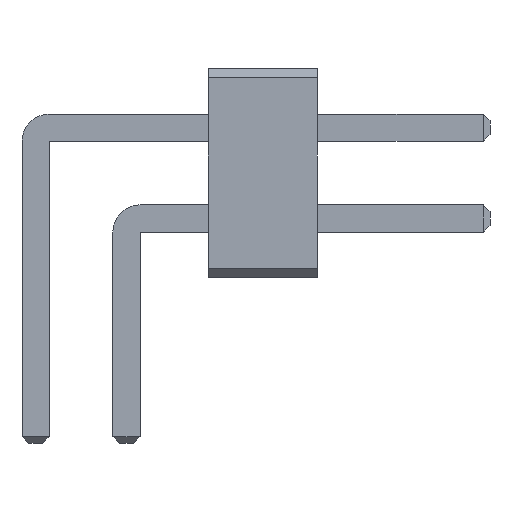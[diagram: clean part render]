
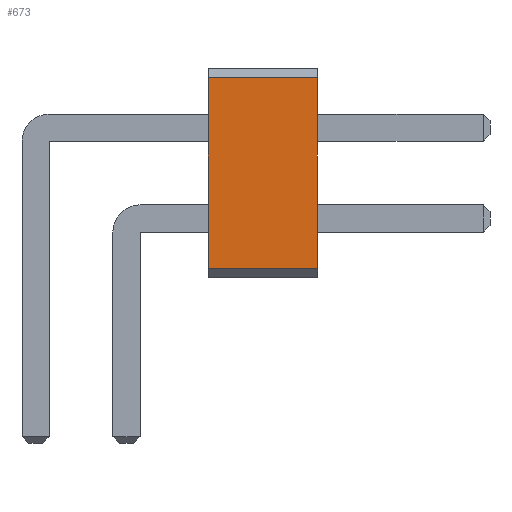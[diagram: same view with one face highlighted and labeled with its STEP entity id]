
A CAD part, front view. The second image highlights one B-rep face of the part: STEP entity #673.
In plain terms, the highlighted planar face has unit normal (0, -1, 0).
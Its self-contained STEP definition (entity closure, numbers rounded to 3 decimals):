
#13=DIRECTION('',(0.,0.,1.));
#27=VECTOR('',#28,1.);
#28=DIRECTION('',(1.,0.,0.));
#57=DIRECTION('',(0.,-1.,0.));
#660=VERTEX_POINT('',#661);
#661=CARTESIAN_POINT('',(3.1,-10.5,0.1));
#664=EDGE_CURVE('',#665,#660,#667,.T.);
#665=VERTEX_POINT('',#666);
#666=CARTESIAN_POINT('',(1.9,-10.5,0.1));
#667=LINE('',#666,#27);
#673=ADVANCED_FACE('',(#674),#691,.T.);
#674=FACE_BOUND('',#675,.T.);
#675=EDGE_LOOP('',(#676,#677,#683,#688));
#676=ORIENTED_EDGE('',*,*,#664,.T.);
#677=ORIENTED_EDGE('',*,*,#678,.T.);
#678=EDGE_CURVE('',#660,#679,#681,.T.);
#679=VERTEX_POINT('',#680);
#680=CARTESIAN_POINT('',(3.1,-10.5,2.2));
#681=LINE('',#661,#682);
#682=VECTOR('',#13,1.);
#683=ORIENTED_EDGE('',*,*,#684,.F.);
#684=EDGE_CURVE('',#685,#679,#687,.T.);
#685=VERTEX_POINT('',#686);
#686=CARTESIAN_POINT('',(1.9,-10.5,2.2));
#687=LINE('',#686,#27);
#688=ORIENTED_EDGE('',*,*,#689,.F.);
#689=EDGE_CURVE('',#665,#685,#690,.T.);
#690=LINE('',#666,#682);
#691=PLANE('',#692);
#692=AXIS2_PLACEMENT_3D('',#666,#57,#13);
